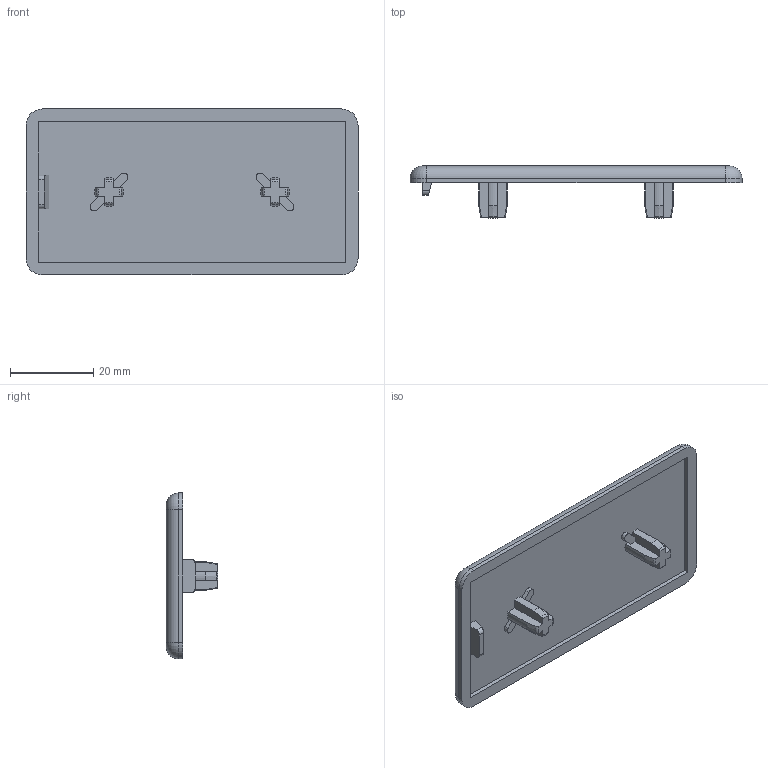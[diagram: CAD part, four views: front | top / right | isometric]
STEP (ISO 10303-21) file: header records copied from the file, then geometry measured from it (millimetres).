
FILE_DESCRIPTION(/* description */ ('STEP AP214'),/* implementation_level */ '2;1');
FILE_NAME(/* name */ '091009S14',/* time_stamp */ '2022-07-04T14:45:09+02:00',/* author */ ('License CC BY-ND 4.0'),/* organization */ ('CADENAS'),/* preprocessor_version */ 'ST-DEVELOPER v18.102',/* originating_system */ 'PARTsolutions',/* authorisation */ ' ');
FILE_SCHEMA (('AUTOMOTIVE_DESIGN {1 0 10303 214 3 1 1}'));
Length unit declared in the file: millimetre
Products named in the file (1): 091009S14
Bounding box: 80 x 12.5 x 40 mm (x, y, z)
Volume: 10307.6 mm3; surface area: 7773.1 mm2
Topology: 1 solids, 1 shells, 89 faces, 242 edges, 158 vertices
Faces by surface type: plane 47, cylinder 22, torus 12, cone 8
Entity records: 2862 total; most frequent: CARTESIAN_POINT 586, ORIENTED_EDGE 484, DIRECTION 454, EDGE_CURVE 242, VERTEX_POINT 158, AXIS2_PLACEMENT_3D 154, LINE 146, VECTOR 146
